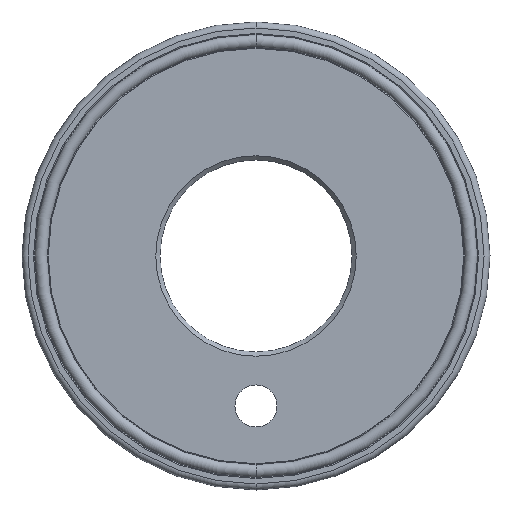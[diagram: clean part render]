
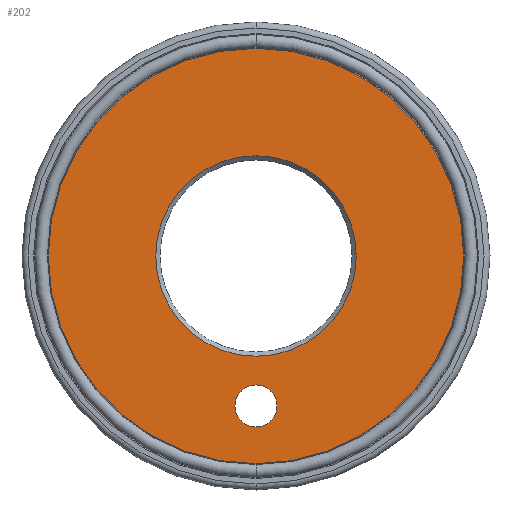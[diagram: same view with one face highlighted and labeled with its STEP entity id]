
A CAD part, front view. The second image highlights one B-rep face of the part: STEP entity #202.
In plain terms, the highlighted planar face has unit normal (0, -1, 0).
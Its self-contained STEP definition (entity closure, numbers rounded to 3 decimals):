
#4 = DIRECTION ( 'NONE',  ( 0., 1., 0. ) ) ;
#14 = CIRCLE ( 'NONE', #482, 34.62 ) ;
#37 = CIRCLE ( 'NONE', #559, 3.5 ) ;
#42 = CARTESIAN_POINT ( 'NONE',  ( 0., -3., -34.62 ) ) ;
#52 = VERTEX_POINT ( 'NONE', #94 ) ;
#65 = EDGE_CURVE ( 'NONE', #318, #671, #14, .T. ) ;
#67 = DIRECTION ( 'NONE',  ( 0., 0., 1. ) ) ;
#72 = DIRECTION ( 'NONE',  ( 0., 1., 0. ) ) ;
#79 = CARTESIAN_POINT ( 'NONE',  ( 0., -3., -25. ) ) ;
#90 = CARTESIAN_POINT ( 'NONE',  ( 0., -3., 0. ) ) ;
#94 = CARTESIAN_POINT ( 'NONE',  ( 0., -3., 16.71 ) ) ;
#107 = CIRCLE ( 'NONE', #562, 3.5 ) ;
#111 = DIRECTION ( 'NONE',  ( 0., 1., 0. ) ) ;
#112 = VERTEX_POINT ( 'NONE', #710 ) ;
#117 = EDGE_LOOP ( 'NONE', ( #628, #809 ) ) ;
#144 = CARTESIAN_POINT ( 'NONE',  ( 0., -3., 0. ) ) ;
#169 = CARTESIAN_POINT ( 'NONE',  ( 0., -3., -28.5 ) ) ;
#190 = FACE_BOUND ( 'NONE', #117, .T. ) ;
#202 = ADVANCED_FACE ( 'NONE', ( #217, #366, #190 ), #481, .F. ) ;
#211 = VERTEX_POINT ( 'NONE', #743 ) ;
#217 = FACE_BOUND ( 'NONE', #272, .T. ) ;
#253 = CARTESIAN_POINT ( 'NONE',  ( 0., -3., -25. ) ) ;
#263 = DIRECTION ( 'NONE',  ( 0., 1., 0. ) ) ;
#264 = DIRECTION ( 'NONE',  ( 0., 0., 1. ) ) ;
#266 = DIRECTION ( 'NONE',  ( 0., 0., 1. ) ) ;
#272 = EDGE_LOOP ( 'NONE', ( #516, #660 ) ) ;
#318 = VERTEX_POINT ( 'NONE', #42 ) ;
#328 = CIRCLE ( 'NONE', #531, 34.62 ) ;
#366 = FACE_OUTER_BOUND ( 'NONE', #650, .T. ) ;
#371 = CARTESIAN_POINT ( 'NONE',  ( 0., -3., 0. ) ) ;
#376 = CIRCLE ( 'NONE', #763, 16.71 ) ;
#377 = DIRECTION ( 'NONE',  ( 0., 1., 0. ) ) ;
#380 = ORIENTED_EDGE ( 'NONE', *, *, #782, .F. ) ;
#390 = DIRECTION ( 'NONE',  ( 0., 0., 1. ) ) ;
#421 = CIRCLE ( 'NONE', #608, 16.71 ) ;
#455 = DIRECTION ( 'NONE',  ( 0., 0., 1. ) ) ;
#481 = PLANE ( 'NONE',  #589 ) ;
#482 = AXIS2_PLACEMENT_3D ( 'NONE', #144, #111, #551 ) ;
#516 = ORIENTED_EDGE ( 'NONE', *, *, #732, .T. ) ;
#531 = AXIS2_PLACEMENT_3D ( 'NONE', #371, #377, #390 ) ;
#551 = DIRECTION ( 'NONE',  ( 0., 0., 1. ) ) ;
#558 = DIRECTION ( 'NONE',  ( 0., 1., 0. ) ) ;
#559 = AXIS2_PLACEMENT_3D ( 'NONE', #253, #4, #789 ) ;
#562 = AXIS2_PLACEMENT_3D ( 'NONE', #79, #72, #67 ) ;
#567 = CARTESIAN_POINT ( 'NONE',  ( 0., -3., 34.62 ) ) ;
#589 = AXIS2_PLACEMENT_3D ( 'NONE', #723, #601, #455 ) ;
#601 = DIRECTION ( 'NONE',  ( 0., 1., 0. ) ) ;
#608 = AXIS2_PLACEMENT_3D ( 'NONE', #90, #558, #266 ) ;
#628 = ORIENTED_EDGE ( 'NONE', *, *, #862, .T. ) ;
#650 = EDGE_LOOP ( 'NONE', ( #380, #676 ) ) ;
#660 = ORIENTED_EDGE ( 'NONE', *, *, #725, .T. ) ;
#671 = VERTEX_POINT ( 'NONE', #567 ) ;
#676 = ORIENTED_EDGE ( 'NONE', *, *, #65, .F. ) ;
#705 = EDGE_CURVE ( 'NONE', #52, #112, #376, .T. ) ;
#710 = CARTESIAN_POINT ( 'NONE',  ( 0., -3., -16.71 ) ) ;
#723 = CARTESIAN_POINT ( 'NONE',  ( 16.71, -3., 0. ) ) ;
#725 = EDGE_CURVE ( 'NONE', #751, #211, #107, .T. ) ;
#732 = EDGE_CURVE ( 'NONE', #211, #751, #37, .T. ) ;
#743 = CARTESIAN_POINT ( 'NONE',  ( 0., -3., -21.5 ) ) ;
#751 = VERTEX_POINT ( 'NONE', #169 ) ;
#763 = AXIS2_PLACEMENT_3D ( 'NONE', #847, #263, #264 ) ;
#782 = EDGE_CURVE ( 'NONE', #671, #318, #328, .T. ) ;
#789 = DIRECTION ( 'NONE',  ( 0., 0., 1. ) ) ;
#809 = ORIENTED_EDGE ( 'NONE', *, *, #705, .T. ) ;
#847 = CARTESIAN_POINT ( 'NONE',  ( 0., -3., 0. ) ) ;
#862 = EDGE_CURVE ( 'NONE', #112, #52, #421, .T. ) ;
